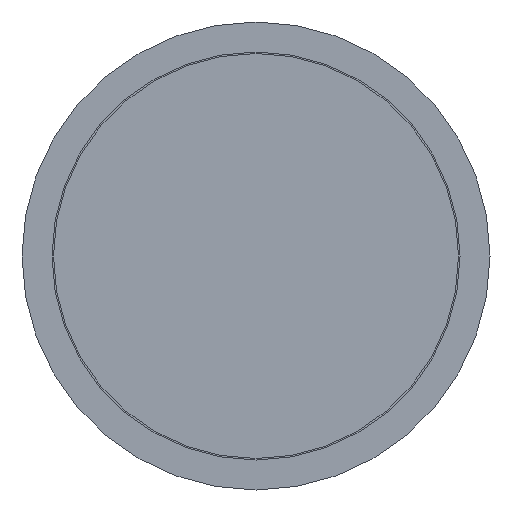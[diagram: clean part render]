
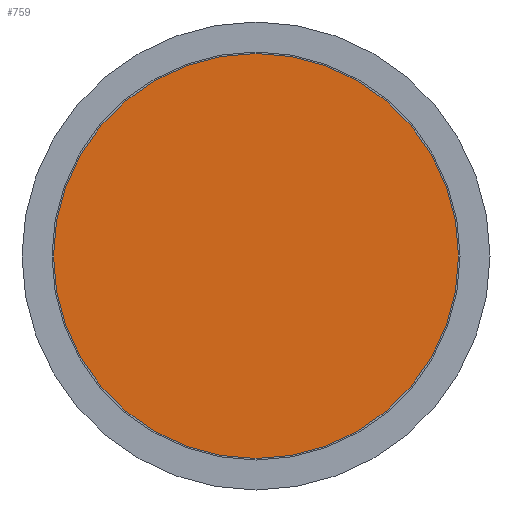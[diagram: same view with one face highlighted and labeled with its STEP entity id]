
A CAD part, front view. The second image highlights one B-rep face of the part: STEP entity #759.
In plain terms, the highlighted planar face has unit normal (0, -1, 0).
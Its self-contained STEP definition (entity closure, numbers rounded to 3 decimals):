
#12 = AXIS2_PLACEMENT_3D ( 'NONE', #888, #379, #371 ) ;
#107 = CARTESIAN_POINT ( 'NONE',  ( 0., 0., -33.75 ) ) ;
#192 = CIRCLE ( 'NONE', #12, 33.75 ) ;
#211 = CARTESIAN_POINT ( 'NONE',  ( -33.75, 0., 0. ) ) ;
#261 = DIRECTION ( 'NONE',  ( 0., 0., 1. ) ) ;
#286 = PLANE ( 'NONE',  #486 ) ;
#309 = FACE_OUTER_BOUND ( 'NONE', #907, .T. ) ;
#371 = DIRECTION ( 'NONE',  ( 0., 0., -1. ) ) ;
#379 = DIRECTION ( 'NONE',  ( 0., -1., 0. ) ) ;
#481 = ORIENTED_EDGE ( 'NONE', *, *, #570, .T. ) ;
#486 = AXIS2_PLACEMENT_3D ( 'NONE', #211, #495, #261 ) ;
#495 = DIRECTION ( 'NONE',  ( 0., 1., 0. ) ) ;
#570 = EDGE_CURVE ( 'NONE', #958, #958, #192, .T. ) ;
#759 = ADVANCED_FACE ( 'NONE', ( #309 ), #286, .F. ) ;
#888 = CARTESIAN_POINT ( 'NONE',  ( 0., 0., 0. ) ) ;
#907 = EDGE_LOOP ( 'NONE', ( #481 ) ) ;
#958 = VERTEX_POINT ( 'NONE', #107 ) ;
